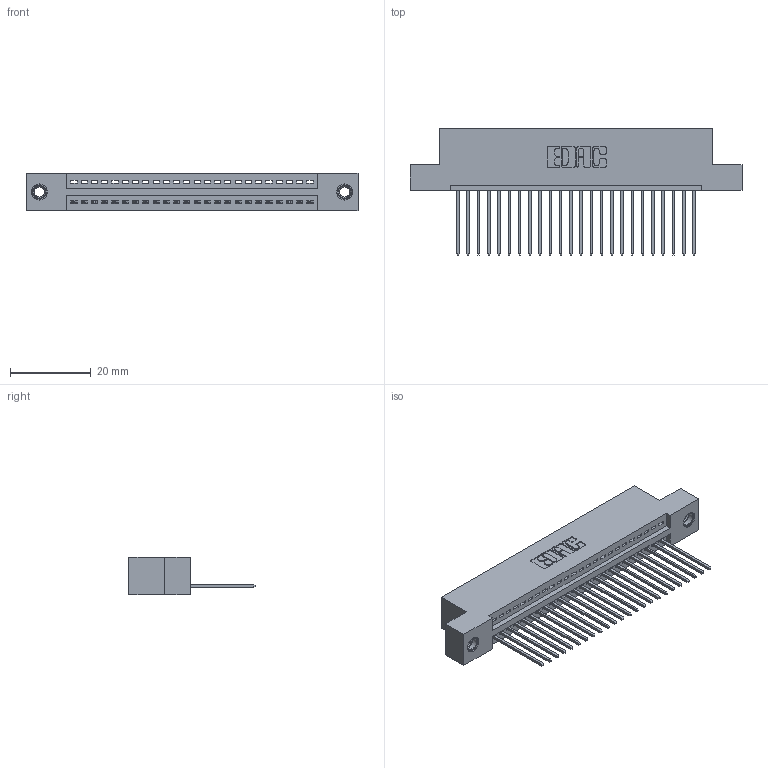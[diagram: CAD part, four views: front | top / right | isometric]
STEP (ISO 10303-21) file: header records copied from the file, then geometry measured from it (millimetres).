
FILE_DESCRIPTION (( 'STEP AP203' ), '1' );
FILE_NAME ('395-024-542-107.STEP', '2019-10-18T06:28:45', ( '' ), ( '' ), 'SwSTEP 2.0', 'SolidWorks 2016', '' );
FILE_SCHEMA (( 'CONFIG_CONTROL_DESIGN' ));
Length unit declared in the file: inch
Products named in the file (4): 395-024-542-107; 345-292-001_345-293-142; 345 Part_Flush Mounting Lugs - 0.156 Dia-TI; 345-250-001_345-250-005-103
Assembly tree (27 placements, depth 2):
  395-024-542-107
    345 Part_Flush Mounting Lugs - 0.156 Dia-TI
    345-292-001_345-293-142  x24
    345-250-001_345-250-005-103  x2
Bounding box: 82.17 x 31.29 x 9.4 mm (x, y, z)
Volume: 7696.9 mm3; surface area: 10354.1 mm2
Topology: 27 solids, 27 shells, 1578 faces, 4701 edges, 3094 vertices
Faces by surface type: plane 1072, cylinder 490, cone 12, torus 4
Entity records: 21690 total; most frequent: CARTESIAN_POINT 3739, ORIENTED_EDGE 3690, DIRECTION 3319, EDGE_CURVE 1845, VECTOR 1597, LINE 1597, VERTEX_POINT 1224, AXIS2_PLACEMENT_3D 861
